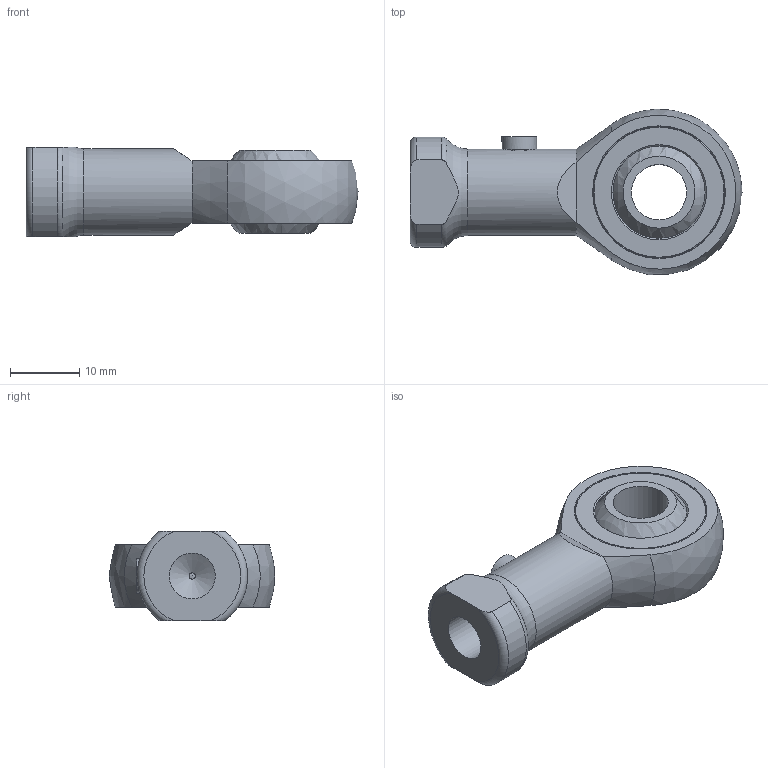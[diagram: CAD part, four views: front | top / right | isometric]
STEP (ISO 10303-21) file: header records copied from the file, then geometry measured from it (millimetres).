
FILE_DESCRIPTION( ( 'STEP AP214' ), '1' );
FILE_NAME( 'Ball joint with female thread GN 648.1-8-M8-N.stp', '2019-11-13T10:53:58', ( '' ), ( '' ), ' ', 'PARTsolutions', ' ' );
FILE_SCHEMA( ( 'AUTOMOTIVE_DESIGN { 1 0 10303 214 1 1 1 1 }' ) );
Length unit declared in the file: millimetre
Products named in the file (3): Ball joint with female thread GN 648.1-8-M8-N; _Ball joint with female thread GN 648.1-8-M8-N-1; _Ball joint with female thread GN 648.1-8-M8-N-2
Assembly tree (2 placements, depth 2):
  Ball joint with female thread GN 648.1-8-M8-N
    _Ball joint with female thread GN 648.1-8-M8-N-1
    _Ball joint with female thread GN 648.1-8-M8-N-2
Bounding box: 48 x 23.89 x 13 mm (x, y, z)
Volume: 6241.5 mm3; surface area: 4255.2 mm2
Topology: 2 solids, 2 shells, 46 faces, 104 edges, 67 vertices
Faces by surface type: plane 17, cylinder 11, cone 10, torus 5, sphere 3
Full cylindrical faces by diameter (mm): 0.9 x1, 5 x1, 6.647 x1, 8 x1, 12.5 x1, 19.2 x2
Entity records: 1754 total; most frequent: CARTESIAN_POINT 408, DIRECTION 202, ORIENTED_EDGE 152, AXIS2_PLACEMENT_3D 95, EDGE_LOOP 76, EDGE_CURVE 76, VERTEX_POINT 61, FACE_OUTER_BOUND 54
